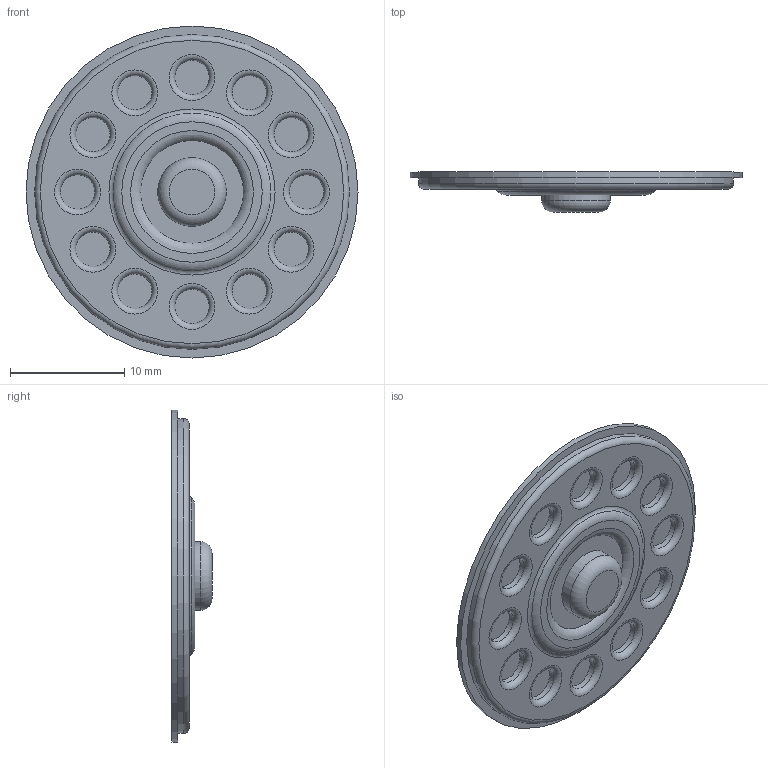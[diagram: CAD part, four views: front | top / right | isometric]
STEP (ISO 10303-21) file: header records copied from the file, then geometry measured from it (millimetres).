
FILE_DESCRIPTION(/* description */ (''),/* implementation_level */ '2;1');
FILE_NAME(/* name */ 'HubCap.step',/* time_stamp */ '2023-01-29T12:16:22-08:00',/* author */ (''),/* organization */ (''),/* preprocessor_version */ 'ST-DEVELOPER v19',/* originating_system */ 'Autodesk Translation Framework v11.7.0.108',/* authorisation */ '');
FILE_SCHEMA (('AUTOMOTIVE_DESIGN { 1 0 10303 214 3 1 1 }'));
Length unit declared in the file: millimetre
Products named in the file (1): HubCap
Bounding box: 29 x 3.5 x 29 mm (x, y, z)
Volume: 917.5 mm3; surface area: 1565.1 mm2
Topology: 1 solids, 1 shells, 50 faces, 96 edges, 64 vertices
Faces by surface type: plane 18, torus 17, cylinder 15
Full cylindrical faces by diameter (mm): 3 x12, 6 x1, 27.5 x1, 29 x1
Entity records: 1354 total; most frequent: DIRECTION 279, CARTESIAN_POINT 211, ORIENTED_EDGE 192, AXIS2_PLACEMENT_3D 132, EDGE_CURVE 96, CIRCLE 81, EDGE_LOOP 66, VERTEX_POINT 64
